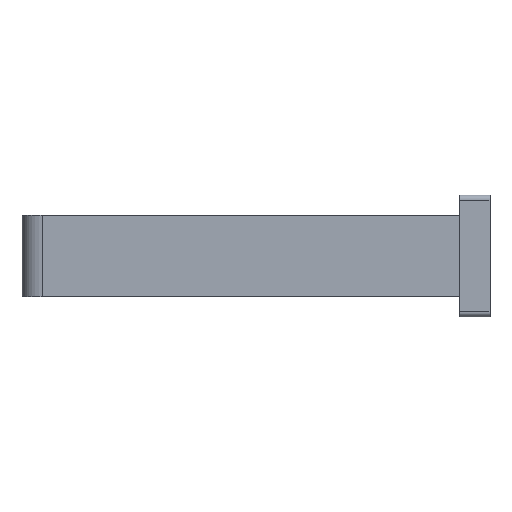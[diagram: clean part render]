
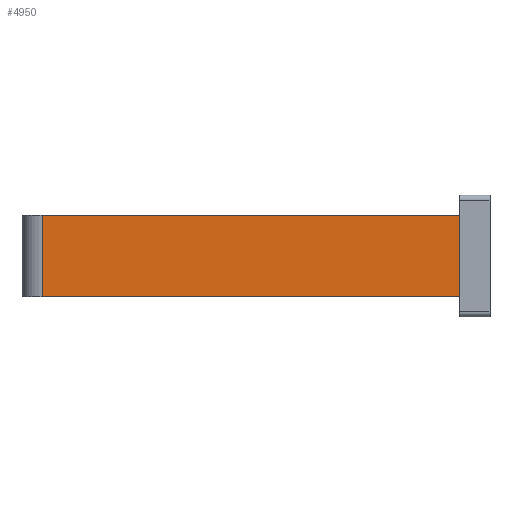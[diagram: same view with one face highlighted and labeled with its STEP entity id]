
A CAD part, left-side view. The second image highlights one B-rep face of the part: STEP entity #4950.
In plain terms, the highlighted planar face has unit normal (-1, 0, 0).
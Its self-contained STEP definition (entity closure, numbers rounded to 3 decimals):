
#433=DIRECTION('',(0.,0.,1.));
#434=VECTOR('',#433,80.);
#435=CARTESIAN_POINT('',(-178.,-253.,20.));
#436=LINE('',#435,#434);
#1005=DIRECTION('',(0.,-1.,0.));
#1006=VECTOR('',#1005,411.);
#1007=CARTESIAN_POINT('',(-178.,158.,20.));
#1008=LINE('',#1007,#1006);
#1009=DIRECTION('',(0.,0.,1.));
#1010=VECTOR('',#1009,80.);
#1011=CARTESIAN_POINT('',(-178.,158.,20.));
#1012=LINE('',#1011,#1010);
#1013=DIRECTION('',(0.,-1.,0.));
#1014=VECTOR('',#1013,411.);
#1015=CARTESIAN_POINT('',(-178.,158.,100.));
#1016=LINE('',#1015,#1014);
#3342=CARTESIAN_POINT('',(-178.,158.,20.));
#3344=VERTEX_POINT('',#3342);
#3346=CARTESIAN_POINT('',(-178.,158.,100.));
#3348=VERTEX_POINT('',#3346);
#3349=CARTESIAN_POINT('',(-178.,-253.,20.));
#3350=VERTEX_POINT('',#3349);
#3351=CARTESIAN_POINT('',(-178.,-253.,100.));
#3352=VERTEX_POINT('',#3351);
#4939=CARTESIAN_POINT('',(-178.,158.,0.));
#4940=DIRECTION('',(-1.,0.,0.));
#4941=DIRECTION('',(0.,-1.,0.));
#4942=AXIS2_PLACEMENT_3D('',#4939,#4940,#4941);
#4943=PLANE('',#4942);
#4944=ORIENTED_EDGE('',*,*,#4808,.F.);
#4945=ORIENTED_EDGE('',*,*,#4934,.T.);
#4946=ORIENTED_EDGE('',*,*,#4697,.T.);
#4947=ORIENTED_EDGE('',*,*,#4456,.F.);
#4948=EDGE_LOOP('',(#4944,#4945,#4946,#4947));
#4949=FACE_OUTER_BOUND('',#4948,.F.);
#4950=ADVANCED_FACE('',(#4949),#4943,.T.);
#4456=EDGE_CURVE('',#3350,#3352,#436,.T.);
#4697=EDGE_CURVE('',#3348,#3352,#1016,.T.);
#4808=EDGE_CURVE('',#3344,#3350,#1008,.T.);
#4934=EDGE_CURVE('',#3344,#3348,#1012,.T.);
